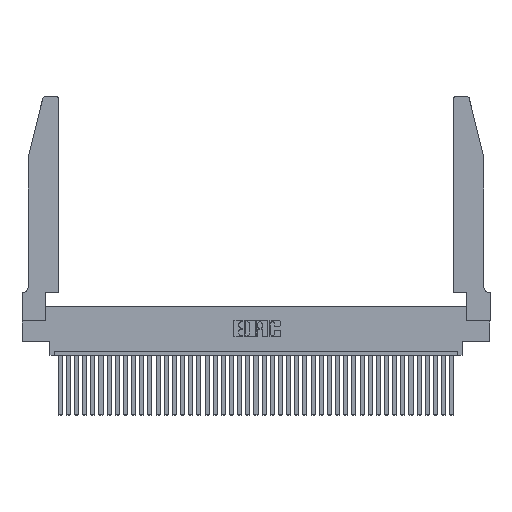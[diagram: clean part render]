
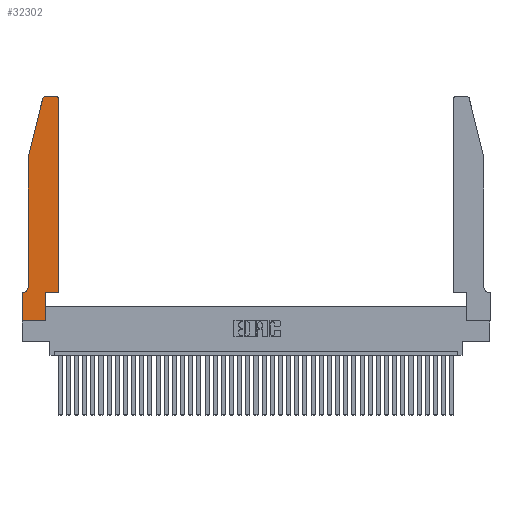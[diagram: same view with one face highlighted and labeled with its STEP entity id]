
A CAD part, top view. The second image highlights one B-rep face of the part: STEP entity #32302.
In plain terms, the highlighted planar face has unit normal (0, 0, 1).
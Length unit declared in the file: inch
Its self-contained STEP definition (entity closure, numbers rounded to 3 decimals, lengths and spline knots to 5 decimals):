
#85 = ORIENTED_EDGE ( 'NONE', *, *, #1525, .T. ) ;
#509 = CARTESIAN_POINT ( 'NONE',  ( 0.2865, 0., 0.37 ) ) ;
#1107 = ORIENTED_EDGE ( 'NONE', *, *, #39090, .T. ) ;
#1525 = EDGE_CURVE ( 'NONE', #27009, #6623, #27599, .T. ) ;
#2003 = DIRECTION ( 'NONE',  ( -1., 0., 0. ) ) ;
#2060 = DIRECTION ( 'NONE',  ( 1., 0., 0. ) ) ;
#2152 = EDGE_CURVE ( 'NONE', #6623, #10708, #22559, .T. ) ;
#3007 = AXIS2_PLACEMENT_3D ( 'NONE', #17740, #14388, #30410 ) ;
#3582 = LINE ( 'NONE', #32908, #11050 ) ;
#4531 = VECTOR ( 'NONE', #8574, 39.37008 ) ;
#5203 = VECTOR ( 'NONE', #33750, 39.37008 ) ;
#5218 = CARTESIAN_POINT ( 'NONE',  ( 0.0755, 2., 0.37 ) ) ;
#5330 = ORIENTED_EDGE ( 'NONE', *, *, #2152, .T. ) ;
#5528 = CARTESIAN_POINT ( 'NONE',  ( 0.2865, 0.35, 0.37 ) ) ;
#5929 = DIRECTION ( 'NONE',  ( 0., 0., 1. ) ) ;
#6623 = VERTEX_POINT ( 'NONE', #11509 ) ;
#6946 = LINE ( 'NONE', #36334, #7432 ) ;
#7432 = VECTOR ( 'NONE', #2060, 39.37008 ) ;
#7701 = CIRCLE ( 'NONE', #30021, 0.07 ) ;
#7989 = VECTOR ( 'NONE', #26399, 39.37008 ) ;
#8475 = DIRECTION ( 'NONE',  ( 0., 1., 0. ) ) ;
#8574 = DIRECTION ( 'NONE',  ( 0., -1., 0. ) ) ;
#8915 = AXIS2_PLACEMENT_3D ( 'NONE', #18851, #5929, #9364 ) ;
#9364 = DIRECTION ( 'NONE',  ( 1., 0., 0. ) ) ;
#10141 = ORIENTED_EDGE ( 'NONE', *, *, #12383, .T. ) ;
#10300 = CARTESIAN_POINT ( 'NONE',  ( 0.0755, 0.35, 0.37 ) ) ;
#10340 = DIRECTION ( 'NONE',  ( 0., 0., 1. ) ) ;
#10708 = VERTEX_POINT ( 'NONE', #24547 ) ;
#11050 = VECTOR ( 'NONE', #16997, 39.37008 ) ;
#11054 = DIRECTION ( 'NONE',  ( -0.239, -0.971, 0. ) ) ;
#11058 = FACE_OUTER_BOUND ( 'NONE', #20512, .T. ) ;
#11247 = CARTESIAN_POINT ( 'NONE',  ( 0.4205, 2.72, 0.37 ) ) ;
#11508 = DIRECTION ( 'NONE',  ( 1., 0., 0. ) ) ;
#11509 = CARTESIAN_POINT ( 'NONE',  ( 0.25487, 2.72718, 0.37 ) ) ;
#12383 = EDGE_CURVE ( 'NONE', #10708, #23074, #29533, .T. ) ;
#12560 = CARTESIAN_POINT ( 'NONE',  ( 0.0055, 0.42, 0.37 ) ) ;
#13004 = ORIENTED_EDGE ( 'NONE', *, *, #35790, .T. ) ;
#13825 = VECTOR ( 'NONE', #11054, 39.37008 ) ;
#13888 = VERTEX_POINT ( 'NONE', #39459 ) ;
#13982 = CARTESIAN_POINT ( 'NONE',  ( 0.0755, 0.42, 0.37 ) ) ;
#14175 = VERTEX_POINT ( 'NONE', #29106 ) ;
#14243 = CARTESIAN_POINT ( 'NONE',  ( 0.2605, 2.75, 0.37 ) ) ;
#14388 = DIRECTION ( 'NONE',  ( 0., 0., 1. ) ) ;
#15541 = EDGE_CURVE ( 'NONE', #21356, #20591, #29815, .T. ) ;
#15658 = DIRECTION ( 'NONE',  ( -1., 0., 0. ) ) ;
#16192 = ORIENTED_EDGE ( 'NONE', *, *, #40636, .T. ) ;
#16443 = CARTESIAN_POINT ( 'NONE',  ( 0.4505, 2.72, 0.37 ) ) ;
#16824 = LINE ( 'NONE', #14243, #25559 ) ;
#16997 = DIRECTION ( 'NONE',  ( 0., -1., 0. ) ) ;
#17154 = CARTESIAN_POINT ( 'NONE',  ( 0.2865, 0.35, 0.37 ) ) ;
#17718 = LINE ( 'NONE', #10300, #7989 ) ;
#17740 = CARTESIAN_POINT ( 'NONE',  ( 0.284, 2.72, 0.37 ) ) ;
#18851 = CARTESIAN_POINT ( 'NONE',  ( 0., 0.35, 0.37 ) ) ;
#19151 = EDGE_CURVE ( 'NONE', #39579, #27009, #16824, .T. ) ;
#20512 = EDGE_LOOP ( 'NONE', ( #28389, #85, #5330, #10141, #16192, #13004, #21407, #39894, #37548, #35233, #30154, #1107 ) ) ;
#20591 = VERTEX_POINT ( 'NONE', #17154 ) ;
#21356 = VERTEX_POINT ( 'NONE', #509 ) ;
#21407 = ORIENTED_EDGE ( 'NONE', *, *, #31789, .T. ) ;
#21433 = VERTEX_POINT ( 'NONE', #16443 ) ;
#22559 = LINE ( 'NONE', #26278, #13825 ) ;
#23074 = VERTEX_POINT ( 'NONE', #13982 ) ;
#23140 = LINE ( 'NONE', #29348, #35932 ) ;
#24547 = CARTESIAN_POINT ( 'NONE',  ( 0.0755, 2., 0.37 ) ) ;
#25559 = VECTOR ( 'NONE', #2003, 39.37008 ) ;
#25636 = LINE ( 'NONE', #33610, #5203 ) ;
#25746 = CIRCLE ( 'NONE', #28869, 0.03 ) ;
#26113 = CARTESIAN_POINT ( 'NONE',  ( 0.4205, 2.75, 0.37 ) ) ;
#26278 = CARTESIAN_POINT ( 'NONE',  ( 0.0755, 2., 0.37 ) ) ;
#26399 = DIRECTION ( 'NONE',  ( -1., 0., 0. ) ) ;
#27009 = VERTEX_POINT ( 'NONE', #38663 ) ;
#27023 = DIRECTION ( 'NONE',  ( 1., 0., 0. ) ) ;
#27599 = CIRCLE ( 'NONE', #3007, 0.03 ) ;
#27823 = VECTOR ( 'NONE', #8475, 39.37008 ) ;
#28389 = ORIENTED_EDGE ( 'NONE', *, *, #19151, .T. ) ;
#28466 = CARTESIAN_POINT ( 'NONE',  ( 0.0055, 0.35, 0.37 ) ) ;
#28869 = AXIS2_PLACEMENT_3D ( 'NONE', #11247, #10340, #27023 ) ;
#29106 = CARTESIAN_POINT ( 'NONE',  ( 0., 0., 0.37 ) ) ;
#29348 = CARTESIAN_POINT ( 'NONE',  ( 0., 0., 0.37 ) ) ;
#29533 = LINE ( 'NONE', #5218, #4531 ) ;
#29815 = LINE ( 'NONE', #5528, #27823 ) ;
#30021 = AXIS2_PLACEMENT_3D ( 'NONE', #12560, #34423, #15658 ) ;
#30154 = ORIENTED_EDGE ( 'NONE', *, *, #31147, .T. ) ;
#30410 = DIRECTION ( 'NONE',  ( 1., 0., 0. ) ) ;
#31147 = EDGE_CURVE ( 'NONE', #39358, #21433, #25636, .T. ) ;
#31789 = EDGE_CURVE ( 'NONE', #13888, #14175, #3582, .T. ) ;
#32302 = ADVANCED_FACE ( 'NONE', ( #11058 ), #34150, .T. ) ;
#32908 = CARTESIAN_POINT ( 'NONE',  ( 0., 0., 0.37 ) ) ;
#33221 = EDGE_CURVE ( 'NONE', #14175, #21356, #23140, .T. ) ;
#33559 = VERTEX_POINT ( 'NONE', #28466 ) ;
#33610 = CARTESIAN_POINT ( 'NONE',  ( 0.4505, 0.35, 0.37 ) ) ;
#33750 = DIRECTION ( 'NONE',  ( 0., 1., 0. ) ) ;
#34150 = PLANE ( 'NONE',  #8915 ) ;
#34423 = DIRECTION ( 'NONE',  ( 0., 0., -1. ) ) ;
#35233 = ORIENTED_EDGE ( 'NONE', *, *, #35854, .T. ) ;
#35790 = EDGE_CURVE ( 'NONE', #33559, #13888, #17718, .T. ) ;
#35854 = EDGE_CURVE ( 'NONE', #20591, #39358, #6946, .T. ) ;
#35932 = VECTOR ( 'NONE', #11508, 39.37008 ) ;
#36334 = CARTESIAN_POINT ( 'NONE',  ( 0.4505, 0.35, 0.37 ) ) ;
#37548 = ORIENTED_EDGE ( 'NONE', *, *, #15541, .T. ) ;
#37603 = CARTESIAN_POINT ( 'NONE',  ( 0.4505, 0.35, 0.37 ) ) ;
#38663 = CARTESIAN_POINT ( 'NONE',  ( 0.284, 2.75, 0.37 ) ) ;
#39090 = EDGE_CURVE ( 'NONE', #21433, #39579, #25746, .T. ) ;
#39358 = VERTEX_POINT ( 'NONE', #37603 ) ;
#39459 = CARTESIAN_POINT ( 'NONE',  ( 0., 0.35, 0.37 ) ) ;
#39579 = VERTEX_POINT ( 'NONE', #26113 ) ;
#39894 = ORIENTED_EDGE ( 'NONE', *, *, #33221, .T. ) ;
#40636 = EDGE_CURVE ( 'NONE', #23074, #33559, #7701, .T. ) ;
